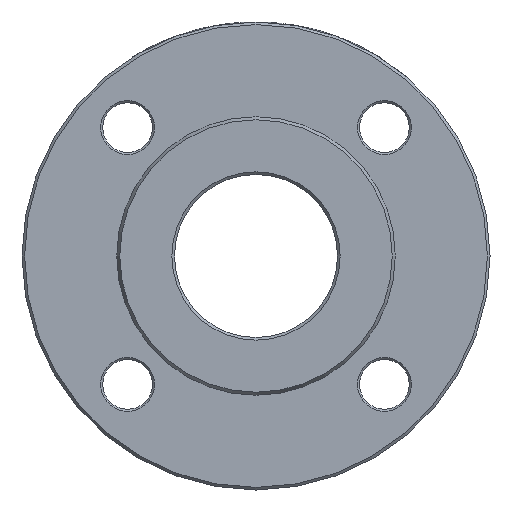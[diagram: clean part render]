
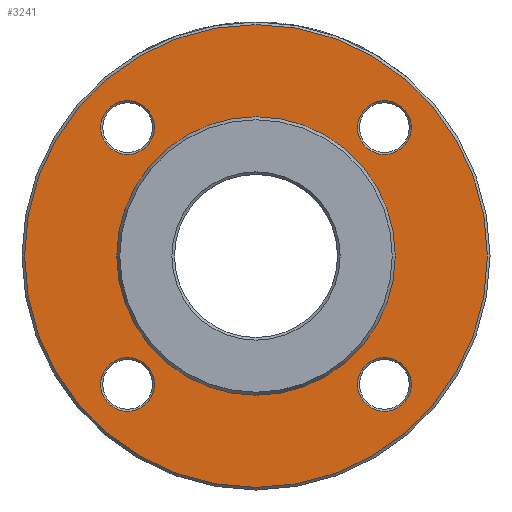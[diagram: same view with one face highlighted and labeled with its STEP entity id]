
A CAD part, left-side view. The second image highlights one B-rep face of the part: STEP entity #3241.
In plain terms, the highlighted planar face has unit normal (-1, 0, 0).
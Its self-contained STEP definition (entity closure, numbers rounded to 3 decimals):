
#26 = DIRECTION ( 'NONE',  ( 1., 0., 0. ) ) ;
#28 = FACE_BOUND ( 'NONE', #4344, .T. ) ;
#128 = VERTEX_POINT ( 'NONE', #5069 ) ;
#184 = VERTEX_POINT ( 'NONE', #5512 ) ;
#238 = EDGE_LOOP ( 'NONE', ( #4718 ) ) ;
#301 = AXIS2_PLACEMENT_3D ( 'NONE', #4621, #26, #949 ) ;
#312 = CIRCLE ( 'NONE', #3622, 10.35 ) ;
#363 = EDGE_CURVE ( 'NONE', #184, #184, #312, .T. ) ;
#374 = CARTESIAN_POINT ( 'NONE',  ( 2., -49.391, -49.391 ) ) ;
#469 = DIRECTION ( 'NONE',  ( 1., 0., 0. ) ) ;
#501 = CARTESIAN_POINT ( 'NONE',  ( 2., 53.555, 0. ) ) ;
#512 = EDGE_LOOP ( 'NONE', ( #5485 ) ) ;
#574 = CARTESIAN_POINT ( 'NONE',  ( 2., 0., 53.555 ) ) ;
#588 = AXIS2_PLACEMENT_3D ( 'NONE', #374, #4417, #1721 ) ;
#649 = DIRECTION ( 'NONE',  ( -1., 0., 0. ) ) ;
#666 = CARTESIAN_POINT ( 'NONE',  ( 2., -59.741, -49.391 ) ) ;
#721 = CARTESIAN_POINT ( 'NONE',  ( 2., -49.391, 49.391 ) ) ;
#925 = ORIENTED_EDGE ( 'NONE', *, *, #1130, .T. ) ;
#934 = ORIENTED_EDGE ( 'NONE', *, *, #363, .T. ) ;
#949 = DIRECTION ( 'NONE',  ( 0., 0., -1. ) ) ;
#1009 = EDGE_CURVE ( 'NONE', #128, #128, #5193, .T. ) ;
#1130 = EDGE_CURVE ( 'NONE', #2033, #2033, #2205, .T. ) ;
#1462 = CARTESIAN_POINT ( 'NONE',  ( 2., -49.391, 59.741 ) ) ;
#1572 = CARTESIAN_POINT ( 'NONE',  ( 2., 0., 0. ) ) ;
#1721 = DIRECTION ( 'NONE',  ( 0., -1., 0. ) ) ;
#1752 = CARTESIAN_POINT ( 'NONE',  ( 2., 0., 0. ) ) ;
#1984 = DIRECTION ( 'NONE',  ( 1., 0., 0. ) ) ;
#2016 = ORIENTED_EDGE ( 'NONE', *, *, #5405, .F. ) ;
#2024 = DIRECTION ( 'NONE',  ( 1., 0., 0. ) ) ;
#2033 = VERTEX_POINT ( 'NONE', #1462 ) ;
#2055 = EDGE_LOOP ( 'NONE', ( #2016 ) ) ;
#2184 = CIRCLE ( 'NONE', #5445, 89. ) ;
#2200 = EDGE_CURVE ( 'NONE', #4695, #4695, #4441, .T. ) ;
#2205 = CIRCLE ( 'NONE', #5470, 10.35 ) ;
#2397 = DIRECTION ( 'NONE',  ( 0., 1., 0. ) ) ;
#2489 = DIRECTION ( 'NONE',  ( 0., 0., -1. ) ) ;
#3224 = FACE_BOUND ( 'NONE', #512, .T. ) ;
#3241 = ADVANCED_FACE ( 'NONE', ( #28, #5170, #4249, #3224, #4539, #4568 ), #4972, .F. ) ;
#3372 = DIRECTION ( 'NONE',  ( 0., 0., -1. ) ) ;
#3622 = AXIS2_PLACEMENT_3D ( 'NONE', #4615, #1984, #2397 ) ;
#3710 = VERTEX_POINT ( 'NONE', #4238 ) ;
#3796 = VERTEX_POINT ( 'NONE', #574 ) ;
#3956 = DIRECTION ( 'NONE',  ( -1., 0., 0. ) ) ;
#3966 = ORIENTED_EDGE ( 'NONE', *, *, #2200, .T. ) ;
#4152 = CIRCLE ( 'NONE', #5638, 53.555 ) ;
#4238 = CARTESIAN_POINT ( 'NONE',  ( 2., 0., -89. ) ) ;
#4249 = FACE_BOUND ( 'NONE', #5564, .T. ) ;
#4344 = EDGE_LOOP ( 'NONE', ( #3966 ) ) ;
#4349 = EDGE_LOOP ( 'NONE', ( #925 ) ) ;
#4417 = DIRECTION ( 'NONE',  ( 1., 0., 0. ) ) ;
#4441 = CIRCLE ( 'NONE', #588, 10.35 ) ;
#4539 = FACE_OUTER_BOUND ( 'NONE', #238, .T. ) ;
#4568 = FACE_BOUND ( 'NONE', #2055, .T. ) ;
#4615 = CARTESIAN_POINT ( 'NONE',  ( 2., 49.391, 49.391 ) ) ;
#4621 = CARTESIAN_POINT ( 'NONE',  ( 2., 49.391, -49.391 ) ) ;
#4695 = VERTEX_POINT ( 'NONE', #666 ) ;
#4718 = ORIENTED_EDGE ( 'NONE', *, *, #5310, .T. ) ;
#4769 = DIRECTION ( 'NONE',  ( 0., 0., 1. ) ) ;
#4972 = PLANE ( 'NONE',  #5222 ) ;
#5069 = CARTESIAN_POINT ( 'NONE',  ( 2., 49.391, -59.741 ) ) ;
#5170 = FACE_BOUND ( 'NONE', #4349, .T. ) ;
#5193 = CIRCLE ( 'NONE', #301, 10.35 ) ;
#5222 = AXIS2_PLACEMENT_3D ( 'NONE', #501, #469, #2489 ) ;
#5310 = EDGE_CURVE ( 'NONE', #3710, #3710, #2184, .T. ) ;
#5405 = EDGE_CURVE ( 'NONE', #3796, #3796, #4152, .T. ) ;
#5445 = AXIS2_PLACEMENT_3D ( 'NONE', #1572, #649, #3372 ) ;
#5470 = AXIS2_PLACEMENT_3D ( 'NONE', #721, #2024, #4769 ) ;
#5485 = ORIENTED_EDGE ( 'NONE', *, *, #1009, .T. ) ;
#5512 = CARTESIAN_POINT ( 'NONE',  ( 2., 59.741, 49.391 ) ) ;
#5564 = EDGE_LOOP ( 'NONE', ( #934 ) ) ;
#5638 = AXIS2_PLACEMENT_3D ( 'NONE', #1752, #3956, #5726 ) ;
#5726 = DIRECTION ( 'NONE',  ( 0., 0., 1. ) ) ;
